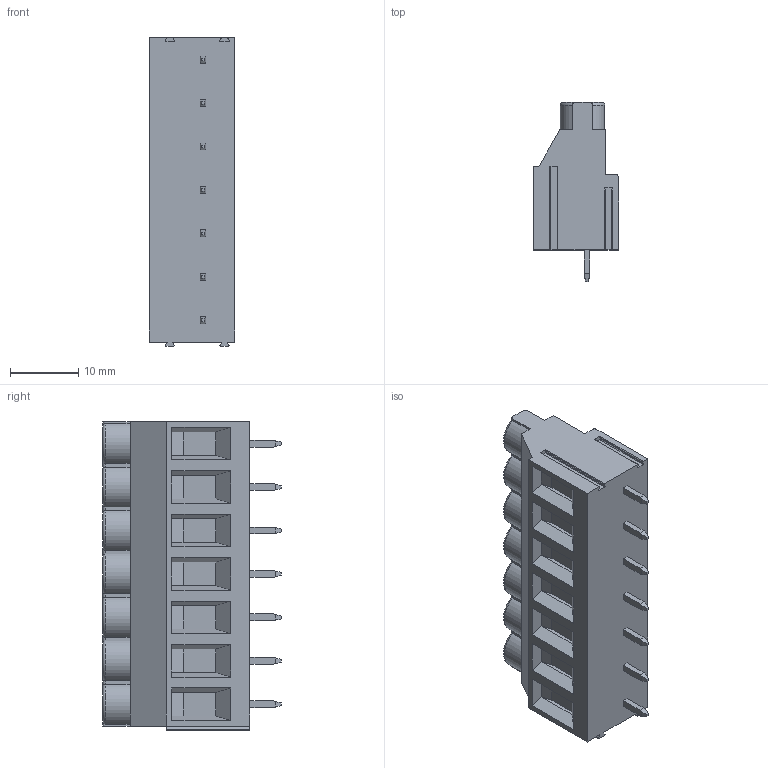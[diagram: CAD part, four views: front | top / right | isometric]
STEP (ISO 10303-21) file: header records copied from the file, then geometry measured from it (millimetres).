
FILE_DESCRIPTION((''),'2;1');
FILE_NAME('TL901V-XXP-XC','2024-12-11T',('yanfa'),(''),'PRO/ENGINEER BY PARAMETRIC TECHNOLOGY CORPORATION, 2009280','PRO/ENGINEER BY PARAMETRIC TECHNOLOGY CORPORATION, 2009280','');
FILE_SCHEMA(('AUTOMOTIVE_DESIGN_CC2 { 1 2 10303 214 -1 1 5 2 }'));
Length unit declared in the file: millimetre
Products named in the file (1): TL901V-XXP-XC
Bounding box: 12.5 x 26.1 x 45.05 mm (x, y, z)
Volume: 8702.6 mm3; surface area: 4263.1 mm2
Topology: 1 solids, 1 shells, 430 faces, 1109 edges, 702 vertices
Faces by surface type: plane 275, cylinder 99, torus 28, cone 28
Entity records: 13243 total; most frequent: CARTESIAN_POINT 2641, ORIENTED_EDGE 2218, DIRECTION 2139, EDGE_CURVE 1109, VECTOR 827, LINE 827, VERTEX_POINT 702, AXIS2_PLACEMENT_3D 656
